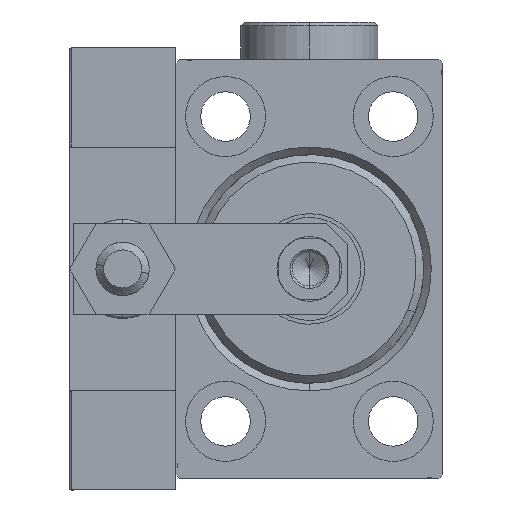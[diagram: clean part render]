
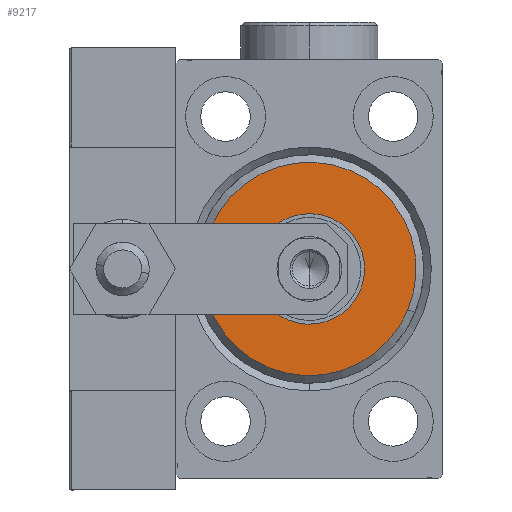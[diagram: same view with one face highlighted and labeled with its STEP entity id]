
A CAD part, left-side view. The second image highlights one B-rep face of the part: STEP entity #9217.
In plain terms, the highlighted face is planar.
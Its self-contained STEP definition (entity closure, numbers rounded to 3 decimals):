
#206 = CARTESIAN_POINT ( 'NONE',  ( 3., 0., 14. ) ) ;
#620 = DIRECTION ( 'NONE',  ( 0., 0., -1. ) ) ;
#919 = EDGE_CURVE ( 'NONE', #28526, #48119, #13860, .T. ) ;
#1151 = DIRECTION ( 'NONE',  ( 0., 0., -1. ) ) ;
#1657 = PLANE ( 'NONE',  #3399 ) ;
#2757 = DIRECTION ( 'NONE',  ( 0., 0., -1. ) ) ;
#3399 = AXIS2_PLACEMENT_3D ( 'NONE', #29572, #25417, #1151 ) ;
#5872 = CARTESIAN_POINT ( 'NONE',  ( 3., 0., 0. ) ) ;
#6653 = CARTESIAN_POINT ( 'NONE',  ( 3., 0., 0. ) ) ;
#6906 = DIRECTION ( 'NONE',  ( 1., 0., 0. ) ) ;
#9217 = ADVANCED_FACE ( 'NONE', ( #45197, #9481 ), #1657, .T. ) ;
#9481 = FACE_BOUND ( 'NONE', #46997, .T. ) ;
#9901 = DIRECTION ( 'NONE',  ( 1., 0., 0. ) ) ;
#9910 = AXIS2_PLACEMENT_3D ( 'NONE', #5872, #6906, #34551 ) ;
#9950 = AXIS2_PLACEMENT_3D ( 'NONE', #6653, #38460, #2757 ) ;
#10122 = ORIENTED_EDGE ( 'NONE', *, *, #48875, .T. ) ;
#10360 = CIRCLE ( 'NONE', #12849, 7.25 ) ;
#12614 = EDGE_LOOP ( 'NONE', ( #35645, #10122 ) ) ;
#12849 = AXIS2_PLACEMENT_3D ( 'NONE', #44414, #29047, #620 ) ;
#13821 = CARTESIAN_POINT ( 'NONE',  ( 3., 0., 0. ) ) ;
#13860 = CIRCLE ( 'NONE', #48809, 14. ) ;
#19079 = CARTESIAN_POINT ( 'NONE',  ( 3., 0., -7.25 ) ) ;
#19959 = CIRCLE ( 'NONE', #9910, 7.25 ) ;
#20170 = VERTEX_POINT ( 'NONE', #33964 ) ;
#25417 = DIRECTION ( 'NONE',  ( 1., 0., 0. ) ) ;
#28526 = VERTEX_POINT ( 'NONE', #206 ) ;
#29047 = DIRECTION ( 'NONE',  ( 1., 0., 0. ) ) ;
#29307 = CARTESIAN_POINT ( 'NONE',  ( 3., 0., -14. ) ) ;
#29572 = CARTESIAN_POINT ( 'NONE',  ( 3., 0., 0. ) ) ;
#33964 = CARTESIAN_POINT ( 'NONE',  ( 3., 0., 7.25 ) ) ;
#34551 = DIRECTION ( 'NONE',  ( 0., 0., -1. ) ) ;
#34888 = EDGE_CURVE ( 'NONE', #40332, #20170, #10360, .T. ) ;
#35645 = ORIENTED_EDGE ( 'NONE', *, *, #919, .T. ) ;
#38460 = DIRECTION ( 'NONE',  ( 1., 0., 0. ) ) ;
#40332 = VERTEX_POINT ( 'NONE', #19079 ) ;
#41715 = DIRECTION ( 'NONE',  ( 0., 0., -1. ) ) ;
#41912 = ORIENTED_EDGE ( 'NONE', *, *, #47887, .F. ) ;
#44414 = CARTESIAN_POINT ( 'NONE',  ( 3., 0., 0. ) ) ;
#45197 = FACE_OUTER_BOUND ( 'NONE', #12614, .T. ) ;
#46659 = ORIENTED_EDGE ( 'NONE', *, *, #34888, .F. ) ;
#46997 = EDGE_LOOP ( 'NONE', ( #46659, #41912 ) ) ;
#47887 = EDGE_CURVE ( 'NONE', #20170, #40332, #19959, .T. ) ;
#48119 = VERTEX_POINT ( 'NONE', #29307 ) ;
#48809 = AXIS2_PLACEMENT_3D ( 'NONE', #13821, #9901, #41715 ) ;
#48875 = EDGE_CURVE ( 'NONE', #48119, #28526, #51600, .T. ) ;
#51600 = CIRCLE ( 'NONE', #9950, 14. ) ;
